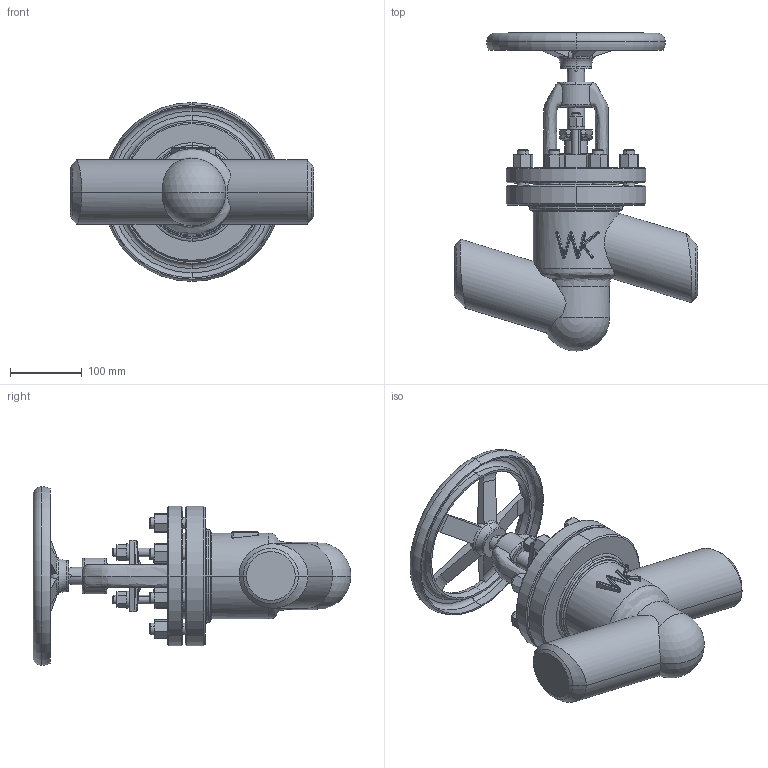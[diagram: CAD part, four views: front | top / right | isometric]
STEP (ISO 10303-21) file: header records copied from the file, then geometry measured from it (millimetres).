
FILE_DESCRIPTION (( 'STEP AP214' ), '1' );
FILE_NAME ('[65] 530S DN65 katalog uproszczony.STEP', '2015-03-17T13:06:44', ( '' ), ( '' ), 'SwSTEP 2.0', 'SolidWorks 2015', '' );
FILE_SCHEMA (( 'AUTOMOTIVE_DESIGN' ));
Length unit declared in the file: millimetre
Products named in the file (1): [65] 530S DN65 katalog uproszczony
Bounding box: 340 x 444.5 x 250 mm (x, y, z)
Volume: 5607557.5 mm3; surface area: 429494.3 mm2
Topology: 1 solids, 1 shells, 648 faces, 1577 edges, 942 vertices
Faces by surface type: plane 212, cone 179, cylinder 144, bspline 52, torus 42, sphere 19
Entity records: 31948 total; most frequent: CARTESIAN_POINT 12747, ORIENTED_EDGE 3116, DIRECTION 2729, EDGE_CURVE 1558, AXIS2_PLACEMENT_3D 1135, VERTEX_POINT 940, EDGE_LOOP 710, ADVANCED_FACE 648
